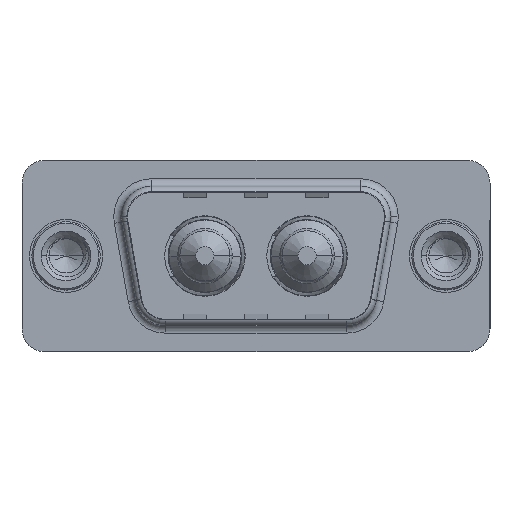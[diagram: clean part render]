
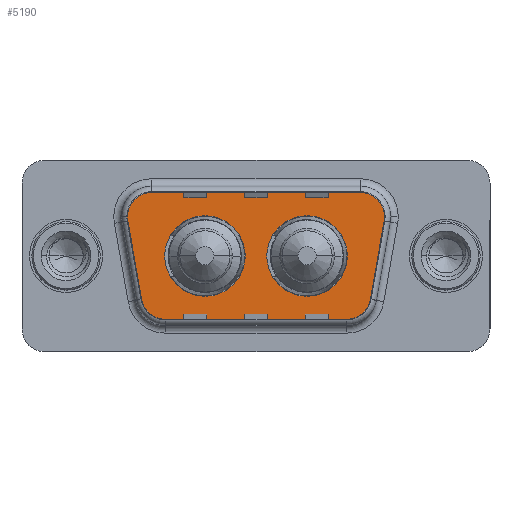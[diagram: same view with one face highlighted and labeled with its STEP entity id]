
A CAD part, top view. The second image highlights one B-rep face of the part: STEP entity #5190.
In plain terms, the highlighted planar face has unit normal (0, 0, 1).
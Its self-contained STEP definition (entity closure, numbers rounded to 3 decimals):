
#67 = ORIENTED_EDGE ( 'NONE', *, *, #2615, .F. ) ;
#158 = DIRECTION ( 'NONE',  ( 0., 0., 1. ) ) ;
#161 = VERTEX_POINT ( 'NONE', #10709 ) ;
#167 = EDGE_LOOP ( 'NONE', ( #8361, #67 ) ) ;
#171 = CARTESIAN_POINT ( 'NONE',  ( 5.436, 4.9, 0. ) ) ;
#314 = ORIENTED_EDGE ( 'NONE', *, *, #11094, .T. ) ;
#513 = CARTESIAN_POINT ( 'NONE',  ( 11.79, 0., 0. ) ) ;
#621 = VECTOR ( 'NONE', #1584, 1000. ) ;
#665 = CARTESIAN_POINT ( 'NONE',  ( 19.564, 4.9, 0. ) ) ;
#772 = LINE ( 'NONE', #3053, #10840 ) ;
#848 = CARTESIAN_POINT ( 'NONE',  ( 9.14, 0., 0. ) ) ;
#868 = ORIENTED_EDGE ( 'NONE', *, *, #5989, .T. ) ;
#1019 = VERTEX_POINT ( 'NONE', #513 ) ;
#1040 = CARTESIAN_POINT ( 'NONE',  ( 21.534, 2.553, 0. ) ) ;
#1061 = DIRECTION ( 'NONE',  ( 1., 0., 0. ) ) ;
#1215 = CARTESIAN_POINT ( 'NONE',  ( 6.459, -2.9, 0. ) ) ;
#1232 = CARTESIAN_POINT ( 'NONE',  ( 4.489, -3.247, 0. ) ) ;
#1359 = ORIENTED_EDGE ( 'NONE', *, *, #2352, .T. ) ;
#1367 = CARTESIAN_POINT ( 'NONE',  ( 20.511, -3.247, 0. ) ) ;
#1457 = ORIENTED_EDGE ( 'NONE', *, *, #9426, .T. ) ;
#1482 = EDGE_CURVE ( 'NONE', #3150, #161, #3033, .T. ) ;
#1584 = DIRECTION ( 'NONE',  ( 0.174, -0.985, 0. ) ) ;
#1671 = AXIS2_PLACEMENT_3D ( 'NONE', #8330, #5138, #5460 ) ;
#1721 = EDGE_CURVE ( 'NONE', #2057, #3749, #8031, .T. ) ;
#1753 = ORIENTED_EDGE ( 'NONE', *, *, #2633, .F. ) ;
#1875 = CARTESIAN_POINT ( 'NONE',  ( 15.86, 0., 0. ) ) ;
#2057 = VERTEX_POINT ( 'NONE', #9251 ) ;
#2103 = ORIENTED_EDGE ( 'NONE', *, *, #11329, .F. ) ;
#2159 = DIRECTION ( 'NONE',  ( -1., 0., 0. ) ) ;
#2298 = CIRCLE ( 'NONE', #4439, 2. ) ;
#2352 = EDGE_CURVE ( 'NONE', #4685, #8028, #2298, .T. ) ;
#2402 = DIRECTION ( 'NONE',  ( 1., 0., 0. ) ) ;
#2546 = DIRECTION ( 'NONE',  ( 0., 0., 1. ) ) ;
#2615 = EDGE_CURVE ( 'NONE', #5499, #1019, #4866, .T. ) ;
#2633 = EDGE_CURVE ( 'NONE', #10010, #4281, #7289, .T. ) ;
#2719 = AXIS2_PLACEMENT_3D ( 'NONE', #9224, #7637, #1061 ) ;
#2804 = DIRECTION ( 'NONE',  ( 1., 0., 0. ) ) ;
#2881 = CARTESIAN_POINT ( 'NONE',  ( 15.86, 0., 0. ) ) ;
#3033 = CIRCLE ( 'NONE', #4190, 2. ) ;
#3053 = CARTESIAN_POINT ( 'NONE',  ( 5.436, 4.9, 0. ) ) ;
#3150 = VERTEX_POINT ( 'NONE', #171 ) ;
#3206 = CARTESIAN_POINT ( 'NONE',  ( 6.459, -4.9, 0. ) ) ;
#3260 = VERTEX_POINT ( 'NONE', #1232 ) ;
#3379 = LINE ( 'NONE', #10741, #621 ) ;
#3749 = VERTEX_POINT ( 'NONE', #1367 ) ;
#3986 = DIRECTION ( 'NONE',  ( 0., 0., 1. ) ) ;
#4110 = AXIS2_PLACEMENT_3D ( 'NONE', #1875, #8290, #2804 ) ;
#4190 = AXIS2_PLACEMENT_3D ( 'NONE', #8931, #3986, #4539 ) ;
#4242 = CARTESIAN_POINT ( 'NONE',  ( 6.459, -4.9, 0. ) ) ;
#4281 = VERTEX_POINT ( 'NONE', #8076 ) ;
#4394 = EDGE_LOOP ( 'NONE', ( #7640, #868, #9394, #1359, #8887, #11399, #314, #1457, #10727 ) ) ;
#4407 = VECTOR ( 'NONE', #10644, 1000. ) ;
#4439 = AXIS2_PLACEMENT_3D ( 'NONE', #8271, #158, #8312 ) ;
#4539 = DIRECTION ( 'NONE',  ( 1., 0., 0. ) ) ;
#4685 = VERTEX_POINT ( 'NONE', #7742 ) ;
#4866 = CIRCLE ( 'NONE', #8503, 2.65 ) ;
#5057 = CARTESIAN_POINT ( 'NONE',  ( 9.14, 0., 0. ) ) ;
#5138 = DIRECTION ( 'NONE',  ( 0., 0., 1. ) ) ;
#5190 = ADVANCED_FACE ( 'NONE', ( #7988, #10456, #5573 ), #5578, .T. ) ;
#5411 = LINE ( 'NONE', #4242, #4407 ) ;
#5460 = DIRECTION ( 'NONE',  ( 1., 0., 0. ) ) ;
#5487 = AXIS2_PLACEMENT_3D ( 'NONE', #8015, #2546, #8945 ) ;
#5499 = VERTEX_POINT ( 'NONE', #8482 ) ;
#5573 = FACE_OUTER_BOUND ( 'NONE', #4394, .T. ) ;
#5578 = PLANE ( 'NONE',  #1671 ) ;
#5668 = CIRCLE ( 'NONE', #4110, 2.65 ) ;
#5675 = CARTESIAN_POINT ( 'NONE',  ( 13.21, 0., 0. ) ) ;
#5971 = DIRECTION ( 'NONE',  ( 1., 0., 0. ) ) ;
#5989 = EDGE_CURVE ( 'NONE', #3749, #6517, #6234, .T. ) ;
#6011 = DIRECTION ( 'NONE',  ( 0., 0., 1. ) ) ;
#6203 = DIRECTION ( 'NONE',  ( 0.174, 0.985, 0. ) ) ;
#6234 = LINE ( 'NONE', #10944, #10578 ) ;
#6517 = VERTEX_POINT ( 'NONE', #1040 ) ;
#7289 = CIRCLE ( 'NONE', #9127, 2.65 ) ;
#7405 = CIRCLE ( 'NONE', #8564, 2. ) ;
#7626 = DIRECTION ( 'NONE',  ( 0., 0., 1. ) ) ;
#7637 = DIRECTION ( 'NONE',  ( 0., 0., 1. ) ) ;
#7640 = ORIENTED_EDGE ( 'NONE', *, *, #1721, .T. ) ;
#7742 = CARTESIAN_POINT ( 'NONE',  ( 21.564, 2.9, 0. ) ) ;
#7903 = EDGE_LOOP ( 'NONE', ( #2103, #1753 ) ) ;
#7988 = FACE_BOUND ( 'NONE', #7903, .T. ) ;
#8015 = CARTESIAN_POINT ( 'NONE',  ( 19.564, 2.9, 0. ) ) ;
#8028 = VERTEX_POINT ( 'NONE', #665 ) ;
#8031 = CIRCLE ( 'NONE', #2719, 2. ) ;
#8076 = CARTESIAN_POINT ( 'NONE',  ( 18.51, 0., 0. ) ) ;
#8271 = CARTESIAN_POINT ( 'NONE',  ( 19.564, 2.9, 0. ) ) ;
#8290 = DIRECTION ( 'NONE',  ( 0., 0., 1. ) ) ;
#8312 = DIRECTION ( 'NONE',  ( -1., 0., 0. ) ) ;
#8330 = CARTESIAN_POINT ( 'NONE',  ( 18.541, -2.9, 0. ) ) ;
#8361 = ORIENTED_EDGE ( 'NONE', *, *, #11721, .F. ) ;
#8482 = CARTESIAN_POINT ( 'NONE',  ( 6.49, 0., 0. ) ) ;
#8503 = AXIS2_PLACEMENT_3D ( 'NONE', #848, #6011, #2402 ) ;
#8564 = AXIS2_PLACEMENT_3D ( 'NONE', #1215, #7626, #2159 ) ;
#8887 = ORIENTED_EDGE ( 'NONE', *, *, #10783, .T. ) ;
#8931 = CARTESIAN_POINT ( 'NONE',  ( 5.436, 2.9, 0. ) ) ;
#8945 = DIRECTION ( 'NONE',  ( -1., 0., 0. ) ) ;
#9127 = AXIS2_PLACEMENT_3D ( 'NONE', #2881, #9712, #10900 ) ;
#9224 = CARTESIAN_POINT ( 'NONE',  ( 18.541, -2.9, 0. ) ) ;
#9251 = CARTESIAN_POINT ( 'NONE',  ( 18.541, -4.9, 0. ) ) ;
#9394 = ORIENTED_EDGE ( 'NONE', *, *, #11856, .T. ) ;
#9426 = EDGE_CURVE ( 'NONE', #3260, #10926, #7405, .T. ) ;
#9490 = DIRECTION ( 'NONE',  ( -1., 0., 0. ) ) ;
#9550 = CIRCLE ( 'NONE', #10022, 2.65 ) ;
#9712 = DIRECTION ( 'NONE',  ( 0., 0., 1. ) ) ;
#10010 = VERTEX_POINT ( 'NONE', #5675 ) ;
#10022 = AXIS2_PLACEMENT_3D ( 'NONE', #5057, #11459, #5971 ) ;
#10268 = EDGE_CURVE ( 'NONE', #10926, #2057, #5411, .T. ) ;
#10456 = FACE_BOUND ( 'NONE', #167, .T. ) ;
#10578 = VECTOR ( 'NONE', #6203, 1000. ) ;
#10644 = DIRECTION ( 'NONE',  ( 1., 0., 0. ) ) ;
#10709 = CARTESIAN_POINT ( 'NONE',  ( 3.466, 2.553, 0. ) ) ;
#10727 = ORIENTED_EDGE ( 'NONE', *, *, #10268, .T. ) ;
#10741 = CARTESIAN_POINT ( 'NONE',  ( 3.466, 2.553, 0. ) ) ;
#10783 = EDGE_CURVE ( 'NONE', #8028, #3150, #772, .T. ) ;
#10815 = CIRCLE ( 'NONE', #5487, 2. ) ;
#10840 = VECTOR ( 'NONE', #9490, 1000. ) ;
#10900 = DIRECTION ( 'NONE',  ( 1., 0., 0. ) ) ;
#10926 = VERTEX_POINT ( 'NONE', #3206 ) ;
#10944 = CARTESIAN_POINT ( 'NONE',  ( 21.534, 2.553, 0. ) ) ;
#11094 = EDGE_CURVE ( 'NONE', #161, #3260, #3379, .T. ) ;
#11329 = EDGE_CURVE ( 'NONE', #4281, #10010, #5668, .T. ) ;
#11399 = ORIENTED_EDGE ( 'NONE', *, *, #1482, .T. ) ;
#11459 = DIRECTION ( 'NONE',  ( 0., 0., 1. ) ) ;
#11721 = EDGE_CURVE ( 'NONE', #1019, #5499, #9550, .T. ) ;
#11856 = EDGE_CURVE ( 'NONE', #6517, #4685, #10815, .T. ) ;
